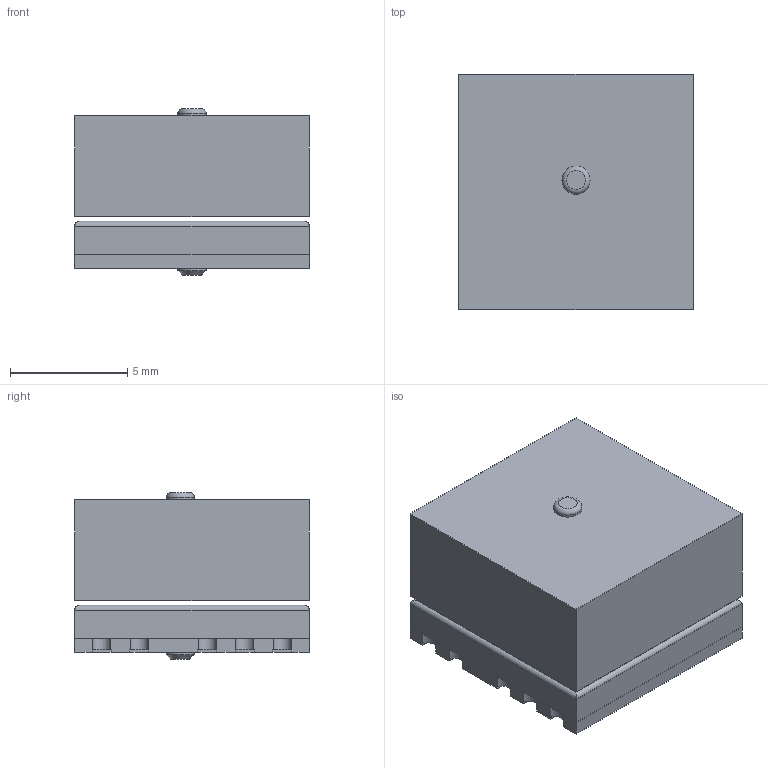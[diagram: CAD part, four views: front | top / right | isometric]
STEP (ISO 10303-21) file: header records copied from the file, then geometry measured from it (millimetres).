
FILE_DESCRIPTION(/* description */ (''),/* implementation_level */ '2;1');
FILE_NAME(/* name */ 'PA1010D.step',/* time_stamp */ '2024-05-18T00:23:44+02:00',/* author */ (''),/* organization */ (''),/* preprocessor_version */ 'ST-DEVELOPER v20',/* originating_system */ 'Autodesk Translation Framework v13.14.0.145',/* authorisation */ '');
FILE_SCHEMA (('AUTOMOTIVE_DESIGN { 1 0 10303 214 3 1 1 }'));
Length unit declared in the file: millimetre
Products named in the file (1): PA1010D
Bounding box: 10 x 10 x 7.1 mm (x, y, z)
Volume: 628.8 mm3; surface area: 849.4 mm2
Topology: 3 solids, 3 shells, 88 faces, 234 edges, 154 vertices
Faces by surface type: plane 70, cylinder 16, cone 1, torus 1
Full cylindrical faces by diameter (mm): 1.2 x2
Entity records: 2816 total; most frequent: CARTESIAN_POINT 477, ORIENTED_EDGE 468, DIRECTION 443, EDGE_CURVE 234, LINE 203, VECTOR 203, VERTEX_POINT 154, AXIS2_PLACEMENT_3D 120
